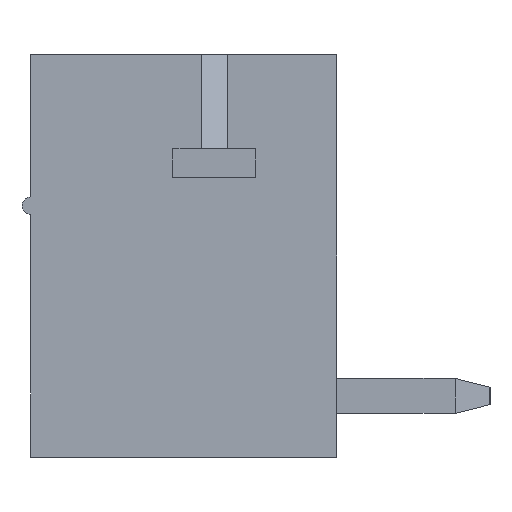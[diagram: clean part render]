
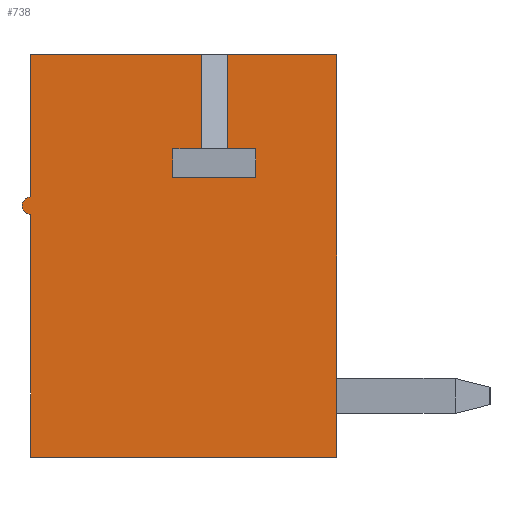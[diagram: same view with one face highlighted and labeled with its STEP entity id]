
A CAD part, left-side view. The second image highlights one B-rep face of the part: STEP entity #738.
In plain terms, the highlighted planar face has unit normal (-1, 0, 0).
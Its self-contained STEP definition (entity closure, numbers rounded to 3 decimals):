
#738 = ADVANCED_FACE( '', ( #1638 ), #1639, .F. );
#1638 = FACE_OUTER_BOUND( '', #2737, .T. );
#1639 = PLANE( '', #2738 );
#2737 = EDGE_LOOP( '', ( #4671, #4672, #4673, #4674, #4675, #4676, #4677, #4678, #4679, #4680, #4681, #4682, #4683, #4684 ) );
#2738 = AXIS2_PLACEMENT_3D( '', #4685, #4686, #4687 );
#4671 = ORIENTED_EDGE( '', *, *, #7501, .T. );
#4672 = ORIENTED_EDGE( '', *, *, #7502, .T. );
#4673 = ORIENTED_EDGE( '', *, *, #7503, .F. );
#4674 = ORIENTED_EDGE( '', *, *, #7504, .T. );
#4675 = ORIENTED_EDGE( '', *, *, #7505, .T. );
#4676 = ORIENTED_EDGE( '', *, *, #7506, .T. );
#4677 = ORIENTED_EDGE( '', *, *, #7507, .F. );
#4678 = ORIENTED_EDGE( '', *, *, #6829, .F. );
#4679 = ORIENTED_EDGE( '', *, *, #7508, .F. );
#4680 = ORIENTED_EDGE( '', *, *, #7509, .T. );
#4681 = ORIENTED_EDGE( '', *, *, #7397, .T. );
#4682 = ORIENTED_EDGE( '', *, *, #7510, .T. );
#4683 = ORIENTED_EDGE( '', *, *, #7511, .T. );
#4684 = ORIENTED_EDGE( '', *, *, #6790, .T. );
#4685 = CARTESIAN_POINT( '', ( -13.93, 0., 0. ) );
#4686 = DIRECTION( '', ( 1., 0., 0. ) );
#4687 = DIRECTION( '', ( 0., 0., -1. ) );
#6790 = EDGE_CURVE( '', #8135, #8136, #8137, .T. );
#6829 = EDGE_CURVE( '', #8210, #8212, #8213, .T. );
#7397 = EDGE_CURVE( '', #9172, #9173, #9174, .T. );
#7501 = EDGE_CURVE( '', #8136, #9329, #9330, .T. );
#7502 = EDGE_CURVE( '', #9329, #9280, #9331, .T. );
#7503 = EDGE_CURVE( '', #9332, #9280, #9333, .T. );
#7504 = EDGE_CURVE( '', #9332, #9334, #9335, .T. );
#7505 = EDGE_CURVE( '', #9334, #9336, #9337, .F. );
#7506 = EDGE_CURVE( '', #9336, #9338, #9339, .T. );
#7507 = EDGE_CURVE( '', #8212, #9338, #9340, .T. );
#7508 = EDGE_CURVE( '', #9278, #8210, #9341, .T. );
#7509 = EDGE_CURVE( '', #9278, #9172, #9342, .T. );
#7510 = EDGE_CURVE( '', #9173, #9343, #9344, .T. );
#7511 = EDGE_CURVE( '', #9343, #8135, #9345, .T. );
#8135 = VERTEX_POINT( '', #10132 );
#8136 = VERTEX_POINT( '', #10133 );
#8137 = LINE( '', #10134, #10135 );
#8210 = VERTEX_POINT( '', #10243 );
#8212 = VERTEX_POINT( '', #10246 );
#8213 = LINE( '', #10247, #10248 );
#9172 = VERTEX_POINT( '', #11647 );
#9173 = VERTEX_POINT( '', #11648 );
#9174 = LINE( '', #11649, #11650 );
#9278 = VERTEX_POINT( '', #11801 );
#9280 = VERTEX_POINT( '', #11804 );
#9329 = VERTEX_POINT( '', #11876 );
#9330 = LINE( '', #11877, #11878 );
#9331 = LINE( '', #11879, #11880 );
#9332 = VERTEX_POINT( '', #11881 );
#9333 = LINE( '', #11882, #11883 );
#9334 = VERTEX_POINT( '', #11884 );
#9335 = LINE( '', #11885, #11886 );
#9336 = VERTEX_POINT( '', #11887 );
#9337 = CIRCLE( '', #11888, 0.2 );
#9338 = VERTEX_POINT( '', #11889 );
#9339 = LINE( '', #11890, #11891 );
#9340 = LINE( '', #11892, #11893 );
#9341 = LINE( '', #11894, #11895 );
#9342 = LINE( '', #11896, #11897 );
#9343 = VERTEX_POINT( '', #11898 );
#9344 = LINE( '', #11899, #11900 );
#9345 = LINE( '', #11901, #11902 );
#10132 = CARTESIAN_POINT( '', ( -13.93, 0.15, 1.8 ) );
#10133 = CARTESIAN_POINT( '', ( -13.93, 0.15, 2.45 ) );
#10134 = CARTESIAN_POINT( '', ( -13.93, 0.15, 1.8 ) );
#10135 = VECTOR( '', #13018, 1000. );
#10243 = CARTESIAN_POINT( '', ( -13.93, -3.6, 4.6 ) );
#10246 = CARTESIAN_POINT( '', ( -13.93, -3.6, -4.6 ) );
#10247 = CARTESIAN_POINT( '', ( -13.93, -3.6, 4.6 ) );
#10248 = VECTOR( '', #13055, 1000. );
#11647 = CARTESIAN_POINT( '', ( -13.93, -1.1, 2.45 ) );
#11648 = CARTESIAN_POINT( '', ( -13.93, -1.75, 2.45 ) );
#11649 = CARTESIAN_POINT( '', ( -13.93, -1.1, 2.45 ) );
#11650 = VECTOR( '', #13562, 1000. );
#11801 = CARTESIAN_POINT( '', ( -13.93, -1.1, 4.6 ) );
#11804 = CARTESIAN_POINT( '', ( -13.93, -0.5, 4.6 ) );
#11876 = CARTESIAN_POINT( '', ( -13.93, -0.5, 2.45 ) );
#11877 = CARTESIAN_POINT( '', ( -13.93, 0.15, 2.45 ) );
#11878 = VECTOR( '', #13661, 1000. );
#11879 = CARTESIAN_POINT( '', ( -13.93, -0.5, 2.45 ) );
#11880 = VECTOR( '', #13662, 1000. );
#11881 = CARTESIAN_POINT( '', ( -13.93, 3.4, 4.6 ) );
#11882 = CARTESIAN_POINT( '', ( -13.93, 3.6, 4.6 ) );
#11883 = VECTOR( '', #13663, 1000. );
#11884 = CARTESIAN_POINT( '', ( -13.93, 3.4, 1.35 ) );
#11885 = CARTESIAN_POINT( '', ( -13.93, 3.4, 0. ) );
#11886 = VECTOR( '', #13664, 1000. );
#11887 = CARTESIAN_POINT( '', ( -13.93, 3.4, 0.95 ) );
#11888 = AXIS2_PLACEMENT_3D( '', #13665, #13666, #13667 );
#11889 = CARTESIAN_POINT( '', ( -13.93, 3.4, -4.6 ) );
#11890 = CARTESIAN_POINT( '', ( -13.93, 3.4, 0. ) );
#11891 = VECTOR( '', #13668, 1000. );
#11892 = CARTESIAN_POINT( '', ( -13.93, -3.6, -4.6 ) );
#11893 = VECTOR( '', #13669, 1000. );
#11894 = CARTESIAN_POINT( '', ( -13.93, 3.6, 4.6 ) );
#11895 = VECTOR( '', #13670, 1000. );
#11896 = CARTESIAN_POINT( '', ( -13.93, -1.1, 4.6 ) );
#11897 = VECTOR( '', #13671, 1000. );
#11898 = CARTESIAN_POINT( '', ( -13.93, -1.75, 1.8 ) );
#11899 = CARTESIAN_POINT( '', ( -13.93, -1.75, 2.45 ) );
#11900 = VECTOR( '', #13672, 1000. );
#11901 = CARTESIAN_POINT( '', ( -13.93, -1.75, 1.8 ) );
#11902 = VECTOR( '', #13673, 1000. );
#13018 = DIRECTION( '', ( 0., 0., 1. ) );
#13055 = DIRECTION( '', ( 0., 0., -1. ) );
#13562 = DIRECTION( '', ( 0., -1., 0. ) );
#13661 = DIRECTION( '', ( 0., -1., 0. ) );
#13662 = DIRECTION( '', ( 0., 0., 1. ) );
#13663 = DIRECTION( '', ( 0., -1., 0. ) );
#13664 = DIRECTION( '', ( 0., 0., -1. ) );
#13665 = CARTESIAN_POINT( '', ( -13.93, 3.4, 1.15 ) );
#13666 = DIRECTION( '', ( 1., 0., 0. ) );
#13667 = DIRECTION( '', ( 0., 0., -1. ) );
#13668 = DIRECTION( '', ( 0., 0., -1. ) );
#13669 = DIRECTION( '', ( 0., 1., 0. ) );
#13670 = DIRECTION( '', ( 0., -1., 0. ) );
#13671 = DIRECTION( '', ( 0., 0., -1. ) );
#13672 = DIRECTION( '', ( 0., 0., -1. ) );
#13673 = DIRECTION( '', ( 0., 1., 0. ) );
